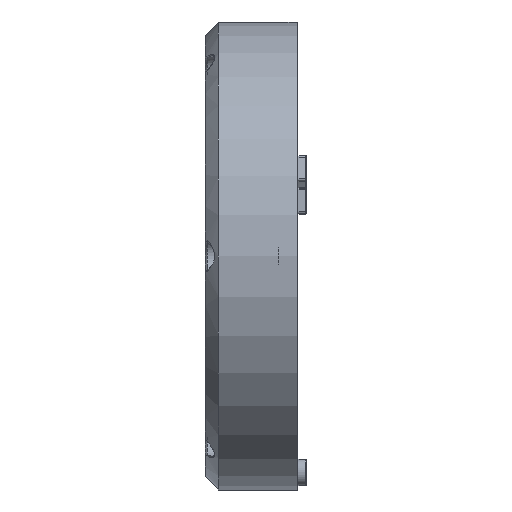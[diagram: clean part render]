
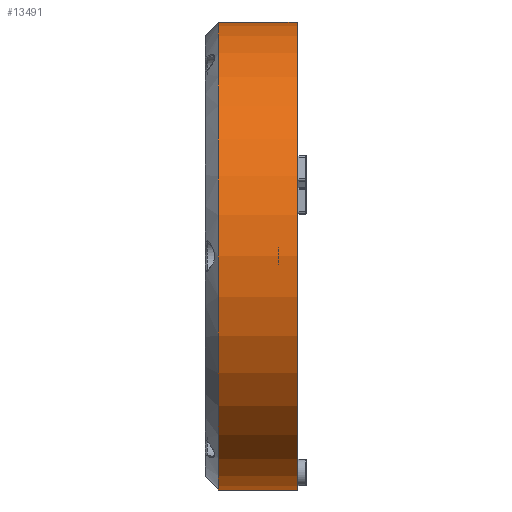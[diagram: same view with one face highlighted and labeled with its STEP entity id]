
A CAD part, left-side view. The second image highlights one B-rep face of the part: STEP entity #13491.
In plain terms, the highlighted cylindrical face has radius 53 mm (diameter 106 mm), a partial arc.
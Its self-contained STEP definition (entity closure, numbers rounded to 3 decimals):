
#6 = CARTESIAN_POINT ( 'NONE',  ( 0., -3., -53. ) ) ;
#188 = EDGE_CURVE ( 'NONE', #13544, #18982, #21470, .T. ) ;
#732 = VERTEX_POINT ( 'NONE', #12680 ) ;
#864 = AXIS2_PLACEMENT_3D ( 'NONE', #13805, #1421, #9558 ) ;
#1421 = DIRECTION ( 'NONE',  ( 0., -1., 0. ) ) ;
#2074 = DIRECTION ( 'NONE',  ( 0., 1., 0. ) ) ;
#2340 = FACE_OUTER_BOUND ( 'NONE', #14496, .T. ) ;
#2804 = CARTESIAN_POINT ( 'NONE',  ( 0., -20.8, 0. ) ) ;
#4050 = CARTESIAN_POINT ( 'NONE',  ( 0., -20.8, 53. ) ) ;
#4334 = VERTEX_POINT ( 'NONE', #17504 ) ;
#5770 = ORIENTED_EDGE ( 'NONE', *, *, #6744, .T. ) ;
#6744 = EDGE_CURVE ( 'NONE', #18982, #4334, #10931, .T. ) ;
#9247 = EDGE_CURVE ( 'NONE', #13544, #732, #10389, .T. ) ;
#9558 = DIRECTION ( 'NONE',  ( 0., 0., 1. ) ) ;
#10001 = AXIS2_PLACEMENT_3D ( 'NONE', #2804, #21319, #15188 ) ;
#10389 = LINE ( 'NONE', #24498, #22328 ) ;
#10447 = DIRECTION ( 'NONE',  ( 0., 1., 0. ) ) ;
#10931 = LINE ( 'NONE', #16945, #17499 ) ;
#11682 = CARTESIAN_POINT ( 'NONE',  ( 0., -250., -53. ) ) ;
#12438 = ORIENTED_EDGE ( 'NONE', *, *, #9247, .F. ) ;
#12680 = CARTESIAN_POINT ( 'NONE',  ( 0., -7.8, -53. ) ) ;
#13475 = ORIENTED_EDGE ( 'NONE', *, *, #20985, .T. ) ;
#13491 = ADVANCED_FACE ( 'NONE', ( #2340 ), #22196, .T. ) ;
#13544 = VERTEX_POINT ( 'NONE', #18731 ) ;
#13805 = CARTESIAN_POINT ( 'NONE',  ( 0., -3., 0. ) ) ;
#14439 = LINE ( 'NONE', #11682, #20030 ) ;
#14496 = EDGE_LOOP ( 'NONE', ( #23667, #12438, #24820, #5770, #13475 ) ) ;
#14671 = DIRECTION ( 'NONE',  ( 0., 1., 0. ) ) ;
#14989 = AXIS2_PLACEMENT_3D ( 'NONE', #20465, #2074, #24316 ) ;
#15188 = DIRECTION ( 'NONE',  ( 0., 0., 1. ) ) ;
#16945 = CARTESIAN_POINT ( 'NONE',  ( 0., -250., 53. ) ) ;
#17499 = VECTOR ( 'NONE', #14671, 1000. ) ;
#17504 = CARTESIAN_POINT ( 'NONE',  ( 0., -3., 53. ) ) ;
#18731 = CARTESIAN_POINT ( 'NONE',  ( 0., -20.8, -53. ) ) ;
#18982 = VERTEX_POINT ( 'NONE', #4050 ) ;
#20030 = VECTOR ( 'NONE', #10447, 1000. ) ;
#20465 = CARTESIAN_POINT ( 'NONE',  ( 0., -250., 0. ) ) ;
#20899 = EDGE_CURVE ( 'NONE', #732, #22294, #14439, .T. ) ;
#20985 = EDGE_CURVE ( 'NONE', #4334, #22294, #25534, .T. ) ;
#21319 = DIRECTION ( 'NONE',  ( 0., 1., 0. ) ) ;
#21470 = CIRCLE ( 'NONE', #10001, 53. ) ;
#22196 = CYLINDRICAL_SURFACE ( 'NONE', #14989, 53. ) ;
#22294 = VERTEX_POINT ( 'NONE', #6 ) ;
#22328 = VECTOR ( 'NONE', #22506, 1000. ) ;
#22506 = DIRECTION ( 'NONE',  ( 0., 1., 0. ) ) ;
#23667 = ORIENTED_EDGE ( 'NONE', *, *, #20899, .F. ) ;
#24316 = DIRECTION ( 'NONE',  ( 0., 0., 1. ) ) ;
#24498 = CARTESIAN_POINT ( 'NONE',  ( 0., -7., -53. ) ) ;
#24820 = ORIENTED_EDGE ( 'NONE', *, *, #188, .T. ) ;
#25534 = CIRCLE ( 'NONE', #864, 53. ) ;
